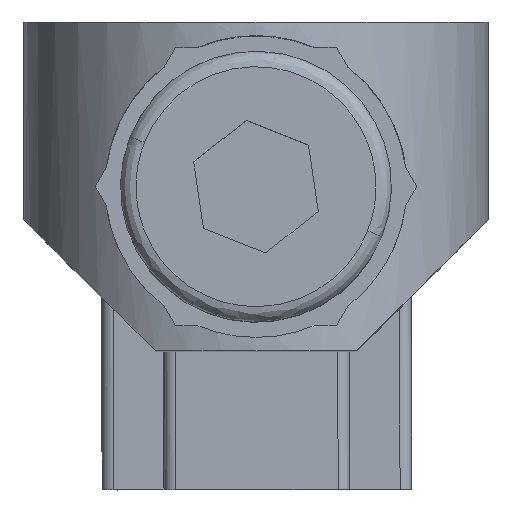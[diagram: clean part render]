
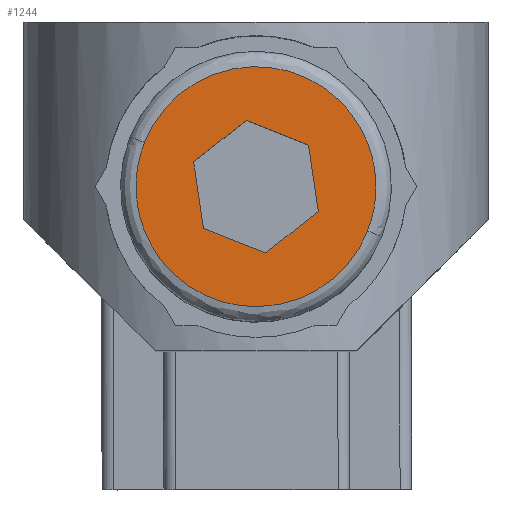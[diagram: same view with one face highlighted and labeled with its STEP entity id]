
A CAD part, top view. The second image highlights one B-rep face of the part: STEP entity #1244.
In plain terms, the highlighted planar face has unit normal (0, 0, 1).
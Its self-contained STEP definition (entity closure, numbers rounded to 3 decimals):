
#18 = CARTESIAN_POINT ( 'NONE',  ( 1.358, -3.175, 3. ) ) ;
#26 =( BOUNDED_CURVE ( )  B_SPLINE_CURVE ( 3, ( #3571, #6401, #4196, #4815 ),
 .UNSPECIFIED., .F., .T. ) 
 B_SPLINE_CURVE_WITH_KNOTS ( ( 4, 4 ),
 ( 0.5, 1. ),
 .UNSPECIFIED. ) 
 CURVE ( )  GEOMETRIC_REPRESENTATION_ITEM ( )  RATIONAL_B_SPLINE_CURVE ( ( 1., 0.333, 0.333, 1. ) ) 
 REPRESENTATION_ITEM ( '' )  );
#197 = DIRECTION ( 'NONE',  ( 0., 0., 1. ) ) ;
#275 = AXIS2_PLACEMENT_3D ( 'NONE', #648, #197, #1825 ) ;
#378 = VERTEX_POINT ( 'NONE', #18 ) ;
#648 = CARTESIAN_POINT ( 'NONE',  ( 0., -4.25, 3. ) ) ;
#696 = DIRECTION ( 'NONE',  ( -0.146, 0.989, 0. ) ) ;
#753 = FACE_OUTER_BOUND ( 'NONE', #7036, .T. ) ;
#830 = CARTESIAN_POINT ( 'NONE',  ( -0.931, -3.074, 3. ) ) ;
#957 = CARTESIAN_POINT ( 'NONE',  ( -0.252, -2.536, 3. ) ) ;
#1028 = ORIENTED_EDGE ( 'NONE', *, *, #2928, .F. ) ;
#1044 =( BOUNDED_CURVE ( )  B_SPLINE_CURVE ( 3, ( #3224, #1397, #1165, #3368 ),
 .UNSPECIFIED., .F., .T. ) 
 B_SPLINE_CURVE_WITH_KNOTS ( ( 4, 4 ),
 ( 0., 0.5 ),
 .UNSPECIFIED. ) 
 CURVE ( )  GEOMETRIC_REPRESENTATION_ITEM ( )  RATIONAL_B_SPLINE_CURVE ( ( 1., 0.333, 0.333, 1. ) ) 
 REPRESENTATION_ITEM ( '' )  );
#1165 = CARTESIAN_POINT ( 'NONE',  ( -5.166, -8.872, 3. ) ) ;
#1166 = CARTESIAN_POINT ( 'NONE',  ( -1.358, -5.325, 3. ) ) ;
#1244 = ADVANCED_FACE ( 'NONE', ( #3054, #753 ), #4229, .T. ) ;
#1397 = CARTESIAN_POINT ( 'NONE',  ( 0.598, -11.156, 3. ) ) ;
#1603 = CARTESIAN_POINT ( 'NONE',  ( 0.931, -5.426, 3. ) ) ;
#1825 = DIRECTION ( 'NONE',  ( -0.368, -0.93, 0. ) ) ;
#1895 = VERTEX_POINT ( 'NONE', #6899 ) ;
#1919 = ORIENTED_EDGE ( 'NONE', *, *, #5580, .F. ) ;
#1952 = DIRECTION ( 'NONE',  ( -0.784, -0.621, 0. ) ) ;
#2214 = EDGE_CURVE ( 'NONE', #3694, #5202, #1044, .T. ) ;
#2228 = CARTESIAN_POINT ( 'NONE',  ( 0.252, -5.964, 3. ) ) ;
#2312 = VERTEX_POINT ( 'NONE', #2228 ) ;
#2589 = CARTESIAN_POINT ( 'NONE',  ( 0.553, -2.856, 3. ) ) ;
#2745 = VERTEX_POINT ( 'NONE', #1166 ) ;
#2794 = LINE ( 'NONE', #1603, #4029 ) ;
#2928 = EDGE_CURVE ( 'NONE', #2312, #7070, #2794, .T. ) ;
#2983 = EDGE_CURVE ( 'NONE', #2745, #2312, #5170, .T. ) ;
#3054 = FACE_BOUND ( 'NONE', #7299, .T. ) ;
#3224 = CARTESIAN_POINT ( 'NONE',  ( 2.882, -5.392, 3. ) ) ;
#3368 = CARTESIAN_POINT ( 'NONE',  ( -2.882, -3.108, 3. ) ) ;
#3435 = VECTOR ( 'NONE', #7329, 1000. ) ;
#3571 = CARTESIAN_POINT ( 'NONE',  ( -2.882, -3.108, 3. ) ) ;
#3644 = ORIENTED_EDGE ( 'NONE', *, *, #4364, .T. ) ;
#3694 = VERTEX_POINT ( 'NONE', #7038 ) ;
#4029 = VECTOR ( 'NONE', #6325, 1000. ) ;
#4047 = CARTESIAN_POINT ( 'NONE',  ( -0.553, -5.644, 3. ) ) ;
#4099 = ORIENTED_EDGE ( 'NONE', *, *, #6548, .F. ) ;
#4196 = CARTESIAN_POINT ( 'NONE',  ( 5.166, 0.372, 3. ) ) ;
#4203 = LINE ( 'NONE', #830, #4705 ) ;
#4229 = PLANE ( 'NONE',  #275 ) ;
#4260 = EDGE_CURVE ( 'NONE', #5202, #3694, #26, .T. ) ;
#4364 = EDGE_CURVE ( 'NONE', #5574, #378, #4994, .T. ) ;
#4538 = VECTOR ( 'NONE', #5289, 1000. ) ;
#4640 = ORIENTED_EDGE ( 'NONE', *, *, #2214, .F. ) ;
#4669 = ORIENTED_EDGE ( 'NONE', *, *, #6652, .F. ) ;
#4705 = VECTOR ( 'NONE', #1952, 1000. ) ;
#4713 = LINE ( 'NONE', #7034, #6022 ) ;
#4815 = CARTESIAN_POINT ( 'NONE',  ( 2.882, -5.392, 3. ) ) ;
#4901 = CARTESIAN_POINT ( 'NONE',  ( -1.484, -4.469, 3. ) ) ;
#4994 = LINE ( 'NONE', #2589, #3435 ) ;
#5170 = LINE ( 'NONE', #4047, #4538 ) ;
#5202 = VERTEX_POINT ( 'NONE', #7226 ) ;
#5289 = DIRECTION ( 'NONE',  ( 0.93, -0.368, 0. ) ) ;
#5303 = VECTOR ( 'NONE', #5616, 1000. ) ;
#5574 = VERTEX_POINT ( 'NONE', #957 ) ;
#5580 = EDGE_CURVE ( 'NONE', #1895, #2745, #6721, .T. ) ;
#5616 = DIRECTION ( 'NONE',  ( 0.146, -0.989, 0. ) ) ;
#5866 = CARTESIAN_POINT ( 'NONE',  ( 1.61, -4.888, 3. ) ) ;
#6022 = VECTOR ( 'NONE', #696, 1000. ) ;
#6325 = DIRECTION ( 'NONE',  ( 0.784, 0.621, 0. ) ) ;
#6401 = CARTESIAN_POINT ( 'NONE',  ( -0.598, 2.656, 3. ) ) ;
#6548 = EDGE_CURVE ( 'NONE', #7070, #378, #4713, .T. ) ;
#6596 = ORIENTED_EDGE ( 'NONE', *, *, #4260, .F. ) ;
#6652 = EDGE_CURVE ( 'NONE', #5574, #1895, #4203, .T. ) ;
#6721 = LINE ( 'NONE', #4901, #5303 ) ;
#6899 = CARTESIAN_POINT ( 'NONE',  ( -1.61, -3.612, 3. ) ) ;
#7034 = CARTESIAN_POINT ( 'NONE',  ( 1.484, -4.031, 3. ) ) ;
#7036 = EDGE_LOOP ( 'NONE', ( #4640, #6596 ) ) ;
#7038 = CARTESIAN_POINT ( 'NONE',  ( 2.882, -5.392, 3. ) ) ;
#7070 = VERTEX_POINT ( 'NONE', #5866 ) ;
#7226 = CARTESIAN_POINT ( 'NONE',  ( -2.882, -3.108, 3. ) ) ;
#7299 = EDGE_LOOP ( 'NONE', ( #4669, #3644, #4099, #1028, #7333, #1919 ) ) ;
#7329 = DIRECTION ( 'NONE',  ( 0.93, -0.368, 0. ) ) ;
#7333 = ORIENTED_EDGE ( 'NONE', *, *, #2983, .F. ) ;
